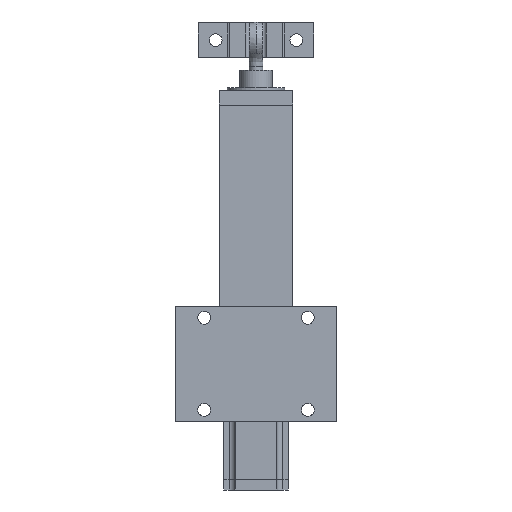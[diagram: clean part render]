
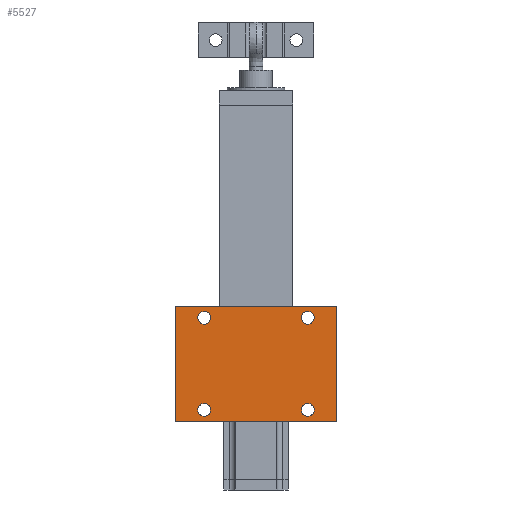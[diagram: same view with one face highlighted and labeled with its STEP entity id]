
A CAD part, front view. The second image highlights one B-rep face of the part: STEP entity #5527.
In plain terms, the highlighted planar face has unit normal (0, -1, 0).
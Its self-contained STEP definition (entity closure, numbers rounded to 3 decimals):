
#89 = CARTESIAN_POINT ( 'NONE',  ( -78.444, 2.722, 95.331 ) ) ;
#108 = DIRECTION ( 'NONE',  ( 0., 0., -1. ) ) ;
#190 = DIRECTION ( 'NONE',  ( 0., 1., 0. ) ) ;
#208 = VERTEX_POINT ( 'NONE', #938 ) ;
#247 = DIRECTION ( 'NONE',  ( 0., 0., 1. ) ) ;
#288 = DIRECTION ( 'NONE',  ( 0., 0., -1. ) ) ;
#417 = FACE_BOUND ( 'NONE', #993, .T. ) ;
#418 = EDGE_CURVE ( 'NONE', #4164, #3209, #5227, .T. ) ;
#471 = EDGE_CURVE ( 'NONE', #2453, #1124, #1598, .T. ) ;
#483 = DIRECTION ( 'NONE',  ( 0., 0., 1. ) ) ;
#511 = LINE ( 'NONE', #89, #1424 ) ;
#535 = DIRECTION ( 'NONE',  ( 0., 1., 0. ) ) ;
#541 = CIRCLE ( 'NONE', #964, 5.5 ) ;
#586 = AXIS2_PLACEMENT_3D ( 'NONE', #4661, #4181, #5544 ) ;
#607 = EDGE_CURVE ( 'NONE', #4352, #979, #5498, .T. ) ;
#630 = DIRECTION ( 'NONE',  ( 0., 1., 0. ) ) ;
#705 = FACE_BOUND ( 'NONE', #3581, .T. ) ;
#712 = CARTESIAN_POINT ( 'NONE',  ( 36.556, 2.722, 135.331 ) ) ;
#734 = CARTESIAN_POINT ( 'NONE',  ( -53.444, 2.722, 140.831 ) ) ;
#842 = CARTESIAN_POINT ( 'NONE',  ( -53.444, 2.722, 129.831 ) ) ;
#893 = EDGE_CURVE ( 'NONE', #1124, #2453, #541, .T. ) ;
#938 = CARTESIAN_POINT ( 'NONE',  ( -53.444, 2.722, 60.831 ) ) ;
#964 = AXIS2_PLACEMENT_3D ( 'NONE', #4600, #2743, #1416 ) ;
#979 = VERTEX_POINT ( 'NONE', #4717 ) ;
#993 = EDGE_LOOP ( 'NONE', ( #3637, #4055 ) ) ;
#1002 = ORIENTED_EDGE ( 'NONE', *, *, #4203, .T. ) ;
#1022 = CARTESIAN_POINT ( 'NONE',  ( 61.556, 2.722, 95.331 ) ) ;
#1077 = CARTESIAN_POINT ( 'NONE',  ( -78.444, 2.722, 45.331 ) ) ;
#1105 = CARTESIAN_POINT ( 'NONE',  ( -8.444, 2.722, 45.331 ) ) ;
#1113 = CARTESIAN_POINT ( 'NONE',  ( -53.444, 2.722, 135.331 ) ) ;
#1124 = VERTEX_POINT ( 'NONE', #3693 ) ;
#1266 = AXIS2_PLACEMENT_3D ( 'NONE', #1113, #630, #1940 ) ;
#1390 = VECTOR ( 'NONE', #2863, 1000. ) ;
#1416 = DIRECTION ( 'NONE',  ( 0., 0., 1. ) ) ;
#1424 = VECTOR ( 'NONE', #108, 1000. ) ;
#1514 = EDGE_CURVE ( 'NONE', #208, #1536, #5488, .T. ) ;
#1536 = VERTEX_POINT ( 'NONE', #5721 ) ;
#1598 = CIRCLE ( 'NONE', #3761, 5.5 ) ;
#1748 = VECTOR ( 'NONE', #2342, 1000. ) ;
#1754 = CARTESIAN_POINT ( 'NONE',  ( 61.556, 2.722, 145.331 ) ) ;
#1755 = CIRCLE ( 'NONE', #4398, 5.5 ) ;
#1837 = CARTESIAN_POINT ( 'NONE',  ( -8.444, 2.722, 145.331 ) ) ;
#1923 = CARTESIAN_POINT ( 'NONE',  ( 36.556, 2.722, 55.331 ) ) ;
#1927 = CARTESIAN_POINT ( 'NONE',  ( 61.556, 2.722, 45.331 ) ) ;
#1940 = DIRECTION ( 'NONE',  ( 0., 0., 1. ) ) ;
#2043 = VECTOR ( 'NONE', #5057, 1000. ) ;
#2162 = EDGE_LOOP ( 'NONE', ( #2935, #3598 ) ) ;
#2168 = VERTEX_POINT ( 'NONE', #734 ) ;
#2172 = FACE_BOUND ( 'NONE', #2162, .T. ) ;
#2195 = DIRECTION ( 'NONE',  ( 0., 1., 0. ) ) ;
#2298 = AXIS2_PLACEMENT_3D ( 'NONE', #3024, #4899, #5335 ) ;
#2342 = DIRECTION ( 'NONE',  ( -1., 0., 0. ) ) ;
#2453 = VERTEX_POINT ( 'NONE', #3093 ) ;
#2523 = EDGE_CURVE ( 'NONE', #5457, #2692, #5507, .T. ) ;
#2540 = DIRECTION ( 'NONE',  ( 0., 0., 1. ) ) ;
#2603 = EDGE_CURVE ( 'NONE', #2168, #3650, #3956, .T. ) ;
#2616 = CARTESIAN_POINT ( 'NONE',  ( 36.556, 2.722, 129.831 ) ) ;
#2692 = VERTEX_POINT ( 'NONE', #5043 ) ;
#2743 = DIRECTION ( 'NONE',  ( 0., 1., 0. ) ) ;
#2748 = CARTESIAN_POINT ( 'NONE',  ( -53.444, 2.722, 135.331 ) ) ;
#2830 = LINE ( 'NONE', #1022, #2043 ) ;
#2863 = DIRECTION ( 'NONE',  ( 1., 0., 0. ) ) ;
#2876 = FACE_BOUND ( 'NONE', #3767, .T. ) ;
#2935 = ORIENTED_EDGE ( 'NONE', *, *, #5504, .T. ) ;
#3005 = ORIENTED_EDGE ( 'NONE', *, *, #418, .T. ) ;
#3013 = DIRECTION ( 'NONE',  ( 0., -1., 0. ) ) ;
#3016 = ORIENTED_EDGE ( 'NONE', *, *, #3872, .T. ) ;
#3024 = CARTESIAN_POINT ( 'NONE',  ( -53.444, 2.722, 55.331 ) ) ;
#3093 = CARTESIAN_POINT ( 'NONE',  ( 36.556, 2.722, 49.831 ) ) ;
#3124 = EDGE_CURVE ( 'NONE', #1536, #208, #4165, .T. ) ;
#3206 = CARTESIAN_POINT ( 'NONE',  ( 36.556, 2.722, 135.331 ) ) ;
#3209 = VERTEX_POINT ( 'NONE', #1927 ) ;
#3233 = AXIS2_PLACEMENT_3D ( 'NONE', #712, #5593, #247 ) ;
#3319 = DIRECTION ( 'NONE',  ( 0., 0., 1. ) ) ;
#3353 = FACE_OUTER_BOUND ( 'NONE', #4278, .T. ) ;
#3572 = ORIENTED_EDGE ( 'NONE', *, *, #3124, .T. ) ;
#3581 = EDGE_LOOP ( 'NONE', ( #5662, #3572 ) ) ;
#3598 = ORIENTED_EDGE ( 'NONE', *, *, #607, .T. ) ;
#3637 = ORIENTED_EDGE ( 'NONE', *, *, #893, .T. ) ;
#3650 = VERTEX_POINT ( 'NONE', #842 ) ;
#3693 = CARTESIAN_POINT ( 'NONE',  ( 36.556, 2.722, 60.831 ) ) ;
#3761 = AXIS2_PLACEMENT_3D ( 'NONE', #1923, #190, #3319 ) ;
#3767 = EDGE_LOOP ( 'NONE', ( #5535, #1002 ) ) ;
#3872 = EDGE_CURVE ( 'NONE', #3209, #5457, #2830, .T. ) ;
#3956 = CIRCLE ( 'NONE', #1266, 5.5 ) ;
#3969 = ORIENTED_EDGE ( 'NONE', *, *, #4002, .T. ) ;
#4002 = EDGE_CURVE ( 'NONE', #2692, #4164, #511, .T. ) ;
#4055 = ORIENTED_EDGE ( 'NONE', *, *, #471, .T. ) ;
#4164 = VERTEX_POINT ( 'NONE', #1077 ) ;
#4165 = CIRCLE ( 'NONE', #586, 5.5 ) ;
#4169 = ORIENTED_EDGE ( 'NONE', *, *, #2523, .T. ) ;
#4181 = DIRECTION ( 'NONE',  ( 0., 1., 0. ) ) ;
#4203 = EDGE_CURVE ( 'NONE', #3650, #2168, #4981, .T. ) ;
#4278 = EDGE_LOOP ( 'NONE', ( #3969, #3005, #3016, #4169 ) ) ;
#4287 = AXIS2_PLACEMENT_3D ( 'NONE', #4995, #3013, #288 ) ;
#4352 = VERTEX_POINT ( 'NONE', #2616 ) ;
#4398 = AXIS2_PLACEMENT_3D ( 'NONE', #3206, #535, #2540 ) ;
#4600 = CARTESIAN_POINT ( 'NONE',  ( 36.556, 2.722, 55.331 ) ) ;
#4621 = PLANE ( 'NONE',  #4287 ) ;
#4661 = CARTESIAN_POINT ( 'NONE',  ( -53.444, 2.722, 55.331 ) ) ;
#4717 = CARTESIAN_POINT ( 'NONE',  ( 36.556, 2.722, 140.831 ) ) ;
#4899 = DIRECTION ( 'NONE',  ( 0., 1., 0. ) ) ;
#4915 = AXIS2_PLACEMENT_3D ( 'NONE', #2748, #2195, #483 ) ;
#4981 = CIRCLE ( 'NONE', #4915, 5.5 ) ;
#4995 = CARTESIAN_POINT ( 'NONE',  ( -8.444, 2.722, 95.331 ) ) ;
#5043 = CARTESIAN_POINT ( 'NONE',  ( -78.444, 2.722, 145.331 ) ) ;
#5057 = DIRECTION ( 'NONE',  ( 0., 0., 1. ) ) ;
#5227 = LINE ( 'NONE', #1105, #1390 ) ;
#5335 = DIRECTION ( 'NONE',  ( 0., 0., 1. ) ) ;
#5457 = VERTEX_POINT ( 'NONE', #1754 ) ;
#5488 = CIRCLE ( 'NONE', #2298, 5.5 ) ;
#5498 = CIRCLE ( 'NONE', #3233, 5.5 ) ;
#5504 = EDGE_CURVE ( 'NONE', #979, #4352, #1755, .T. ) ;
#5507 = LINE ( 'NONE', #1837, #1748 ) ;
#5527 = ADVANCED_FACE ( 'NONE', ( #3353, #705, #417, #2172, #2876 ), #4621, .T. ) ;
#5535 = ORIENTED_EDGE ( 'NONE', *, *, #2603, .T. ) ;
#5544 = DIRECTION ( 'NONE',  ( 0., 0., 1. ) ) ;
#5593 = DIRECTION ( 'NONE',  ( 0., 1., 0. ) ) ;
#5662 = ORIENTED_EDGE ( 'NONE', *, *, #1514, .T. ) ;
#5721 = CARTESIAN_POINT ( 'NONE',  ( -53.444, 2.722, 49.831 ) ) ;
